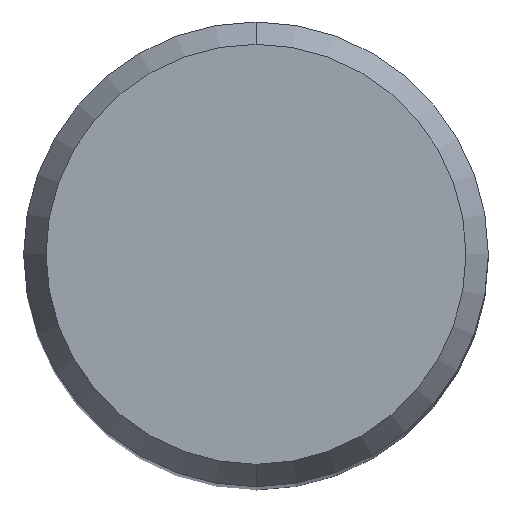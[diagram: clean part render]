
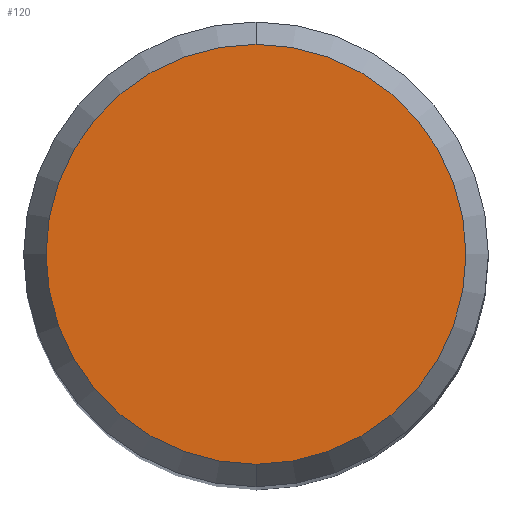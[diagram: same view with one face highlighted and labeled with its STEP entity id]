
A CAD part, top view. The second image highlights one B-rep face of the part: STEP entity #120.
In plain terms, the highlighted planar face has unit normal (0, 0, 1).
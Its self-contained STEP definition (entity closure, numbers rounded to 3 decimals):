
#102=VERTEX_POINT('',#244);
#120=ADVANCED_FACE('',(#265),#266,.T.);
#128=VERTEX_POINT('',#274);
#194=EDGE_CURVE('',#102,#128,#346,.T.);
#210=EDGE_CURVE('',#128,#102,#366,.T.);
#244=CARTESIAN_POINT('',(0.0,4.304,0.01));
#265=FACE_OUTER_BOUND('',#422,.T.);
#266=PLANE('',#423);
#274=CARTESIAN_POINT('',(0.,-4.304,0.01));
#346=CIRCLE('',#527,4.304);
#366=CIRCLE('',#551,4.304);
#422=EDGE_LOOP('',(#592,#593));
#423=AXIS2_PLACEMENT_3D('',#594,#595,#596);
#527=AXIS2_PLACEMENT_3D('',#686,#687,#688);
#551=AXIS2_PLACEMENT_3D('',#723,#724,#725);
#592=ORIENTED_EDGE('',*,*,#194,.F.);
#593=ORIENTED_EDGE('',*,*,#210,.F.);
#594=CARTESIAN_POINT('',(0.0,2.152,0.01));
#595=DIRECTION('',(-0.0,0.0,1.0));
#596=DIRECTION('',(0.0,-1.0,0.0));
#686=CARTESIAN_POINT('',(0.0,0.0,0.01));
#687=DIRECTION('',(0.0,0.0,-1.0));
#688=DIRECTION('',(0.0,1.0,0.0));
#723=CARTESIAN_POINT('',(0.0,0.0,0.01));
#724=DIRECTION('',(0.0,0.0,-1.0));
#725=DIRECTION('',(0.0,1.0,0.0));
